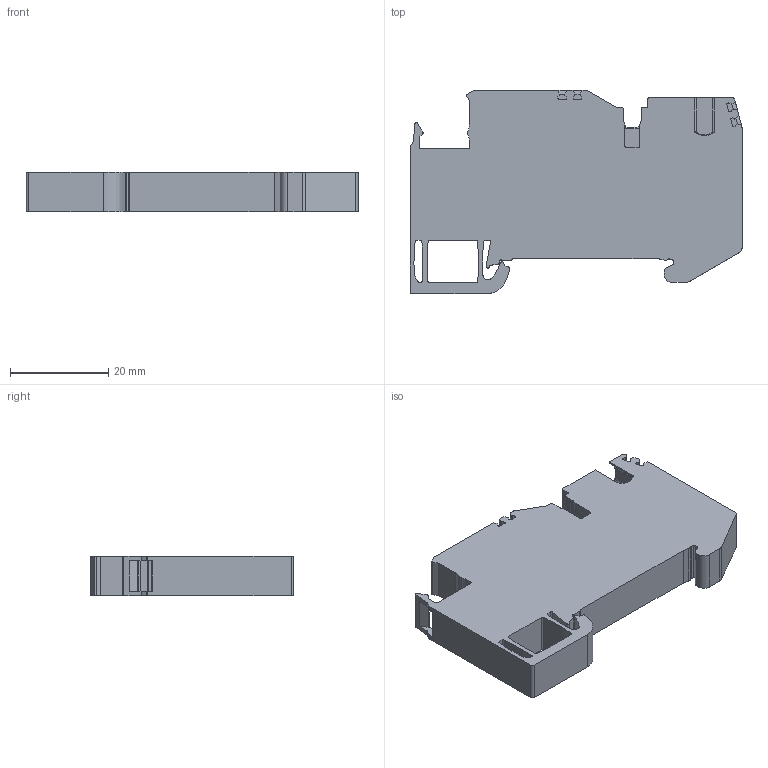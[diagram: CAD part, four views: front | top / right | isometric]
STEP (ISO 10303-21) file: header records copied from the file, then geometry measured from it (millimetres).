
FILE_DESCRIPTION(('FreeCAD Model'),'2;1');
FILE_NAME('3274_FNT_6-10.stp','2018-09-09T13:01:09',('Author'),(''), 'Open CASCADE STEP processor 7.2','FreeCAD','Unknown');
FILE_SCHEMA(('AUTOMOTIVE_DESIGN { 1 0 10303 214 1 1 1 1 }'));
Length unit declared in the file: millimetre
Products named in the file (1): 3274_FNT_6-10
Bounding box: 67.5 x 41.3 x 8.1 mm (x, y, z)
Surface area: 7392.7 mm2 (no closed solid volume)
Topology: 0 solids, 1 shells, 326 faces, 943 edges, 618 vertices
Faces by surface type: plane 165, cylinder 131, bspline 22, cone 4, torus 4
Entity records: 33171 total; most frequent: CARTESIAN_POINT 14871, DIRECTION 3327, LINE 2022, VECTOR 2022, ORIENTED_EDGE 1884, PCURVE 1884, DEFINITIONAL_REPRESENTATION 1884, EDGE_CURVE 943
